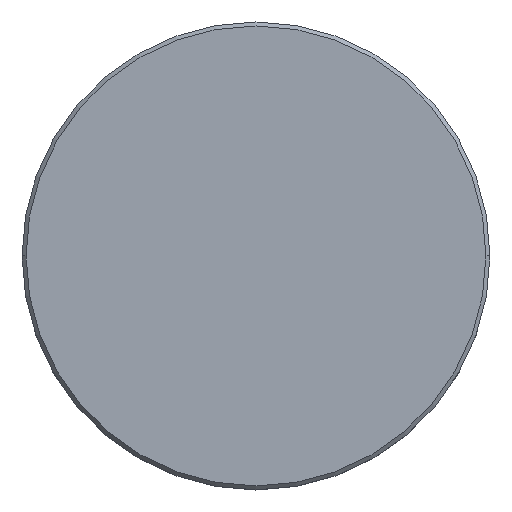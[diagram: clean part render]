
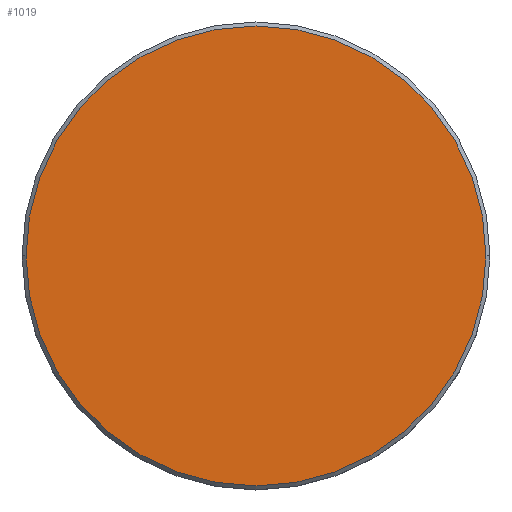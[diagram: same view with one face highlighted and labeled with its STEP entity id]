
A CAD part, top view. The second image highlights one B-rep face of the part: STEP entity #1019.
In plain terms, the highlighted planar face has unit normal (0, 0, 1).
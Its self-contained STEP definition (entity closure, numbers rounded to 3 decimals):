
#18 = CARTESIAN_POINT ( 'NONE',  ( 0., 0., 0. ) ) ;
#35 = EDGE_CURVE ( 'NONE', #1180, #82, #729, .T. ) ;
#82 = VERTEX_POINT ( 'NONE', #496 ) ;
#112 = EDGE_CURVE ( 'NONE', #82, #1180, #1166, .T. ) ;
#118 = DIRECTION ( 'NONE',  ( 0., 0., 1. ) ) ;
#182 = DIRECTION ( 'NONE',  ( 1., 0., 0. ) ) ;
#188 = CARTESIAN_POINT ( 'NONE',  ( 0., 0., 0. ) ) ;
#242 = AXIS2_PLACEMENT_3D ( 'NONE', #188, #932, #956 ) ;
#247 = AXIS2_PLACEMENT_3D ( 'NONE', #471, #1114, #182 ) ;
#471 = CARTESIAN_POINT ( 'NONE',  ( 0., 0., 0. ) ) ;
#478 = AXIS2_PLACEMENT_3D ( 'NONE', #18, #118, #484 ) ;
#484 = DIRECTION ( 'NONE',  ( 1., 0., 0. ) ) ;
#496 = CARTESIAN_POINT ( 'NONE',  ( 29., 0., 0. ) ) ;
#729 = CIRCLE ( 'NONE', #242, 29. ) ;
#878 = EDGE_LOOP ( 'NONE', ( #1155, #1158 ) ) ;
#882 = CARTESIAN_POINT ( 'NONE',  ( -29., 0., 0. ) ) ;
#929 = FACE_OUTER_BOUND ( 'NONE', #878, .T. ) ;
#932 = DIRECTION ( 'NONE',  ( 0., 0., 1. ) ) ;
#943 = PLANE ( 'NONE',  #247 ) ;
#956 = DIRECTION ( 'NONE',  ( 1., 0., 0. ) ) ;
#1019 = ADVANCED_FACE ( 'NONE', ( #929 ), #943, .T. ) ;
#1114 = DIRECTION ( 'NONE',  ( 0., 0., 1. ) ) ;
#1155 = ORIENTED_EDGE ( 'NONE', *, *, #35, .T. ) ;
#1158 = ORIENTED_EDGE ( 'NONE', *, *, #112, .T. ) ;
#1166 = CIRCLE ( 'NONE', #478, 29. ) ;
#1180 = VERTEX_POINT ( 'NONE', #882 ) ;
